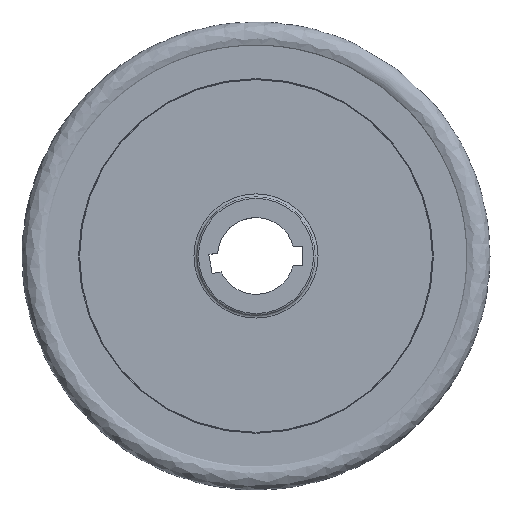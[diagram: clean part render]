
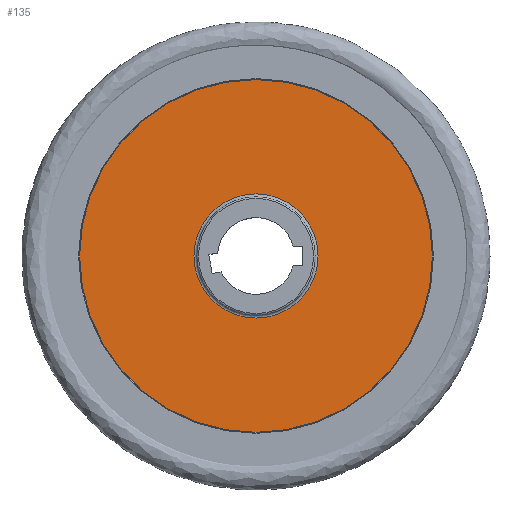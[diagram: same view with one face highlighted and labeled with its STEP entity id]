
A CAD part, top view. The second image highlights one B-rep face of the part: STEP entity #135.
In plain terms, the highlighted planar face has unit normal (0, 0, 1).
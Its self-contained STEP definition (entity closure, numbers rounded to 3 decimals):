
#113=PLANE('',#482);
#135=ADVANCED_FACE('',(#179,#180),#113,.T.);
#179=FACE_BOUND('',#220,.T.);
#180=FACE_BOUND('',#221,.T.);
#220=EDGE_LOOP('',(#286));
#221=EDGE_LOOP('',(#287));
#286=ORIENTED_EDGE('',*,*,#391,.T.);
#287=ORIENTED_EDGE('',*,*,#392,.T.);
#352=VERTEX_POINT('',#710);
#353=VERTEX_POINT('',#712);
#391=EDGE_CURVE('',#352,#352,#417,.T.);
#392=EDGE_CURVE('',#353,#353,#418,.T.);
#417=CIRCLE('',#480,41.1);
#418=CIRCLE('',#481,116.735);
#480=AXIS2_PLACEMENT_3D('',#709,#587,#588);
#481=AXIS2_PLACEMENT_3D('',#711,#589,#590);
#482=AXIS2_PLACEMENT_3D('',#713,#591,#592);
#587=DIRECTION('',(0.,0.,-1.));
#588=DIRECTION('',(-1.,0.,0.));
#589=DIRECTION('',(0.,0.,1.));
#590=DIRECTION('',(-1.,0.,0.));
#591=DIRECTION('',(0.,0.,1.));
#592=DIRECTION('',(-1.,0.,0.));
#709=CARTESIAN_POINT('',(0.,0.,-4.85));
#710=CARTESIAN_POINT('',(-41.1,0.,-4.85));
#711=CARTESIAN_POINT('',(0.,0.,-4.85));
#712=CARTESIAN_POINT('',(-116.735,0.,-4.85));
#713=CARTESIAN_POINT('',(116.84,0.,-4.85));
